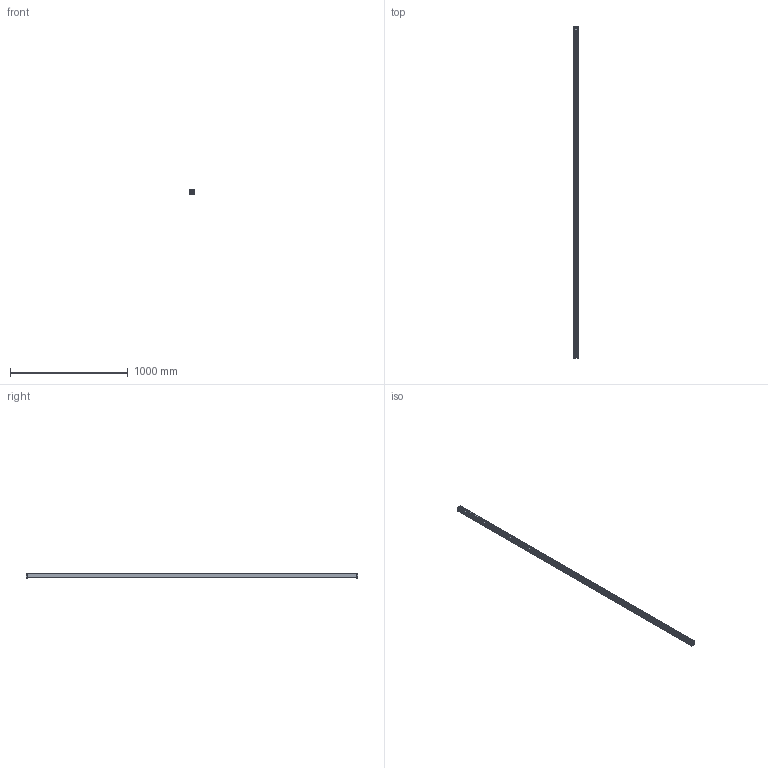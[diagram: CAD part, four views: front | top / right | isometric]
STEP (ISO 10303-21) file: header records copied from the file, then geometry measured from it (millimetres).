
FILE_DESCRIPTION(/* description */ ('This is a sample STEP configuration'),/* implementation_level */ '2;1');
FILE_NAME(/* name */ '577-01305xxxxxxx SIMPLE.ipt_Rev_00.3.stp',/* time_stamp */ '2023-04-26T14:59:54+02:00',/* author */ ('powerJobs'),/* organization */ ('coolOrange'),/* preprocessor_version */ 'ST-DEVELOPER v19.2',/* originating_system */ 'Autodesk Inventor 2023',/* authorisation */ '');
FILE_SCHEMA (('AUTOMOTIVE_DESIGN { 1 0 10303 214 3 1 1 }'));
Length unit declared in the file: millimetre
Products named in the file (1): ENG000019620
Bounding box: 39 x 2817.3 x 37 mm (x, y, z)
Volume: 875906.6 mm3; surface area: 1210418.2 mm2
Topology: 9 solids, 9 shells, 778 faces, 1934 edges, 1188 vertices
Faces by surface type: cylinder 370, plane 236, torus 84, sphere 52, bspline 24, cone 12
Full cylindrical faces by diameter (mm): 1.6 x4, 2.7 x4, 4.5 x4, 5 x4, 8 x2, 9.6 x2, 13.5 x2, 20 x2, 24 x2
Entity records: 24173 total; most frequent: CARTESIAN_POINT 5001, DIRECTION 4328, ORIENTED_EDGE 3868, EDGE_CURVE 1934, AXIS2_PLACEMENT_3D 1671, VERTEX_POINT 1188, LINE 986, VECTOR 986
